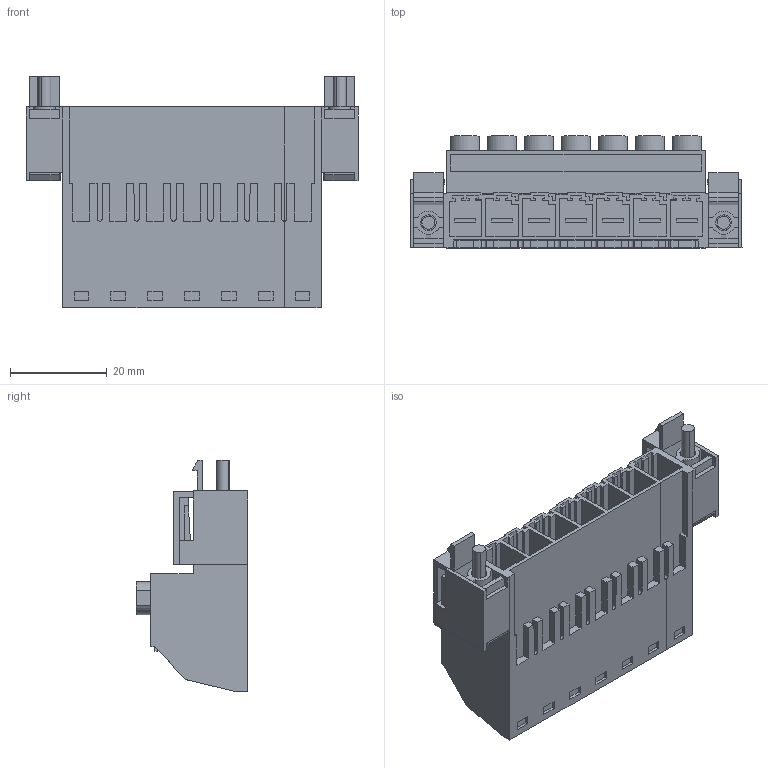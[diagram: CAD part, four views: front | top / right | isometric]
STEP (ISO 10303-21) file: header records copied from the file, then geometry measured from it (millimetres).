
FILE_DESCRIPTION(('CATIA V5 STEP Exchange','CAx-IF Rec.Pracs.--- Model Styling and Organization---1.4--- 2014-01-23'),'2;1');
FILE_NAME ('D1460208_1_1951050000_1951050000.stp','2023-02-01T14:30:24+00:00',('none'),('Weidmueller'),'CATIA Version 5-6 Release 2016 SP3 HF44','CATIA V5 STEP AP214','none');
FILE_SCHEMA(('AUTOMOTIVE_DESIGN { 1 0 10303 214 1 1 1 1 }'));
Length unit declared in the file: millimetre
Products named in the file (1): 1951050000
Bounding box: 68.58 x 23.1 x 47.75 mm (x, y, z)
Volume: 24592.4 mm3; surface area: 20873.7 mm2
Topology: 21 solids, 21 shells, 789 faces, 2151 edges, 1438 vertices
Faces by surface type: plane 722, cylinder 67
Entity records: 23586 total; most frequent: ORIENTED_EDGE 4302, CARTESIAN_POINT 4194, DIRECTION 3100, EDGE_CURVE 2151, VECTOR 1948, LINE 1948, VERTEX_POINT 1438, EDGE_LOOP 831
